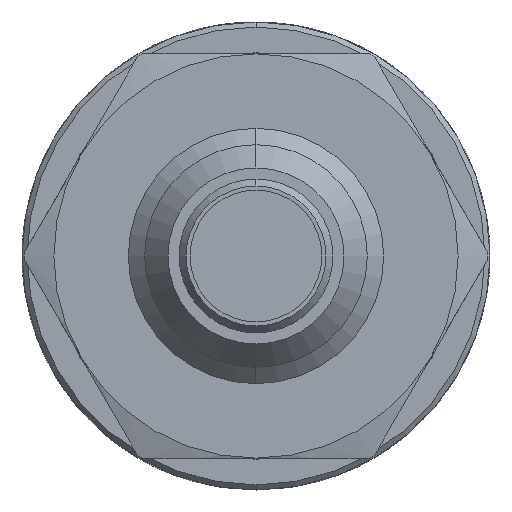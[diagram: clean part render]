
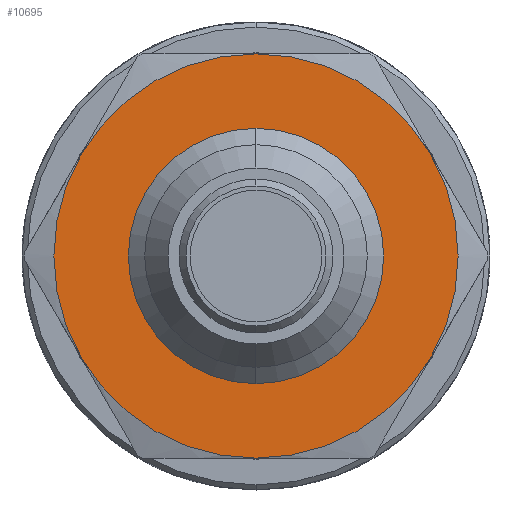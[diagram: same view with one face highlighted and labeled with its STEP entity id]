
A CAD part, left-side view. The second image highlights one B-rep face of the part: STEP entity #10695.
In plain terms, the highlighted planar face has unit normal (-1, 0, 0).
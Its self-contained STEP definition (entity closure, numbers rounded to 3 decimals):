
#370 = VERTEX_POINT ( 'NONE', #4257 ) ;
#378 = VERTEX_POINT ( 'NONE', #4384 ) ;
#430 = ORIENTED_EDGE ( 'NONE', *, *, #10928, .F. ) ;
#507 = PLANE ( 'NONE',  #1818 ) ;
#528 = CIRCLE ( 'NONE', #6544, 9.169 ) ;
#618 = DIRECTION ( 'NONE',  ( 0., 0., 1. ) ) ;
#892 = DIRECTION ( 'NONE',  ( 0., 0., 1. ) ) ;
#947 = EDGE_CURVE ( 'NONE', #4546, #370, #9205, .T. ) ;
#960 = CARTESIAN_POINT ( 'NONE',  ( 17.791, 109.067, 0. ) ) ;
#1043 = ORIENTED_EDGE ( 'NONE', *, *, #947, .T. ) ;
#1104 = DIRECTION ( 'NONE',  ( 0., 0., 1. ) ) ;
#1774 = AXIS2_PLACEMENT_3D ( 'NONE', #5872, #6756, #2134 ) ;
#1818 = AXIS2_PLACEMENT_3D ( 'NONE', #11397, #10480, #618 ) ;
#2134 = DIRECTION ( 'NONE',  ( 0., 0., 1. ) ) ;
#2411 = AXIS2_PLACEMENT_3D ( 'NONE', #9251, #3948, #1104 ) ;
#2617 = CIRCLE ( 'NONE', #2411, 9.169 ) ;
#2708 = CARTESIAN_POINT ( 'NONE',  ( 17.791, 109.067, 0. ) ) ;
#3106 = EDGE_CURVE ( 'NONE', #370, #4546, #10762, .T. ) ;
#3626 = DIRECTION ( 'NONE',  ( 0., 0., 1. ) ) ;
#3627 = FACE_OUTER_BOUND ( 'NONE', #3782, .T. ) ;
#3782 = EDGE_LOOP ( 'NONE', ( #8381, #1043 ) ) ;
#3948 = DIRECTION ( 'NONE',  ( -1., 0., 0. ) ) ;
#4257 = CARTESIAN_POINT ( 'NONE',  ( 17.791, 109.067, -15.081 ) ) ;
#4384 = CARTESIAN_POINT ( 'NONE',  ( 17.791, 109.067, 9.169 ) ) ;
#4546 = VERTEX_POINT ( 'NONE', #8354 ) ;
#4695 = AXIS2_PLACEMENT_3D ( 'NONE', #2708, #7268, #892 ) ;
#5411 = VERTEX_POINT ( 'NONE', #9893 ) ;
#5872 = CARTESIAN_POINT ( 'NONE',  ( 17.791, 109.067, 0. ) ) ;
#6544 = AXIS2_PLACEMENT_3D ( 'NONE', #960, #9965, #3626 ) ;
#6756 = DIRECTION ( 'NONE',  ( -1., 0., 0. ) ) ;
#7268 = DIRECTION ( 'NONE',  ( -1., 0., 0. ) ) ;
#8131 = FACE_BOUND ( 'NONE', #10068, .T. ) ;
#8354 = CARTESIAN_POINT ( 'NONE',  ( 17.791, 109.067, 15.081 ) ) ;
#8381 = ORIENTED_EDGE ( 'NONE', *, *, #3106, .T. ) ;
#8875 = EDGE_CURVE ( 'NONE', #378, #5411, #528, .T. ) ;
#9205 = CIRCLE ( 'NONE', #4695, 15.081 ) ;
#9251 = CARTESIAN_POINT ( 'NONE',  ( 17.791, 109.067, 0. ) ) ;
#9893 = CARTESIAN_POINT ( 'NONE',  ( 17.791, 109.067, -9.169 ) ) ;
#9965 = DIRECTION ( 'NONE',  ( -1., 0., 0. ) ) ;
#10068 = EDGE_LOOP ( 'NONE', ( #10347, #430 ) ) ;
#10347 = ORIENTED_EDGE ( 'NONE', *, *, #8875, .F. ) ;
#10480 = DIRECTION ( 'NONE',  ( -1., 0., 0. ) ) ;
#10695 = ADVANCED_FACE ( 'NONE', ( #3627, #8131 ), #507, .T. ) ;
#10762 = CIRCLE ( 'NONE', #1774, 15.081 ) ;
#10928 = EDGE_CURVE ( 'NONE', #5411, #378, #2617, .T. ) ;
#11397 = CARTESIAN_POINT ( 'NONE',  ( 17.791, 0., 0. ) ) ;
